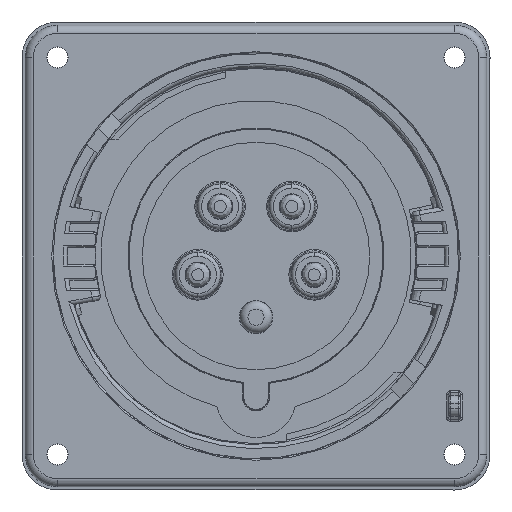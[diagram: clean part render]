
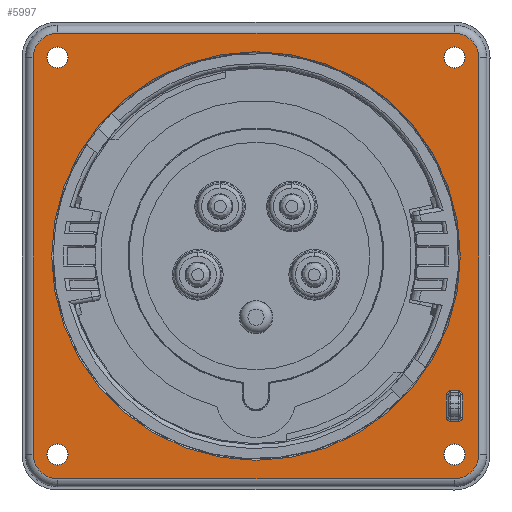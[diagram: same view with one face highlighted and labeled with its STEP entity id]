
A CAD part, front view. The second image highlights one B-rep face of the part: STEP entity #5997.
In plain terms, the highlighted planar face has unit normal (0, -1, 0).
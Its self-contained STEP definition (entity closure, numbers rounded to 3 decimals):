
#1951=PLANE('',#46568);
#5997=ADVANCED_FACE('',(#16573,#16574,#16575,#16576,#16577,#16578,#16579),
#1951,.T.);
#8411=ELLIPSE('',#46563,1.015,1.);
#8412=ELLIPSE('',#46564,1.015,1.);
#8413=ELLIPSE('',#46565,1.015,1.);
#8414=ELLIPSE('',#46566,1.015,1.);
#10095=LINE('',#82521,#12702);
#10097=LINE('',#82533,#12704);
#10099=LINE('',#82545,#12706);
#10101=LINE('',#82557,#12708);
#10469=LINE('',#84528,#13076);
#10470=LINE('',#84532,#13077);
#10471=LINE('',#84536,#13078);
#10472=LINE('',#84540,#13079);
#12702=VECTOR('',#53690,1.);
#12704=VECTOR('',#53704,1.);
#12706=VECTOR('',#53718,1.);
#12708=VECTOR('',#53732,1.);
#13076=VECTOR('',#55150,1.);
#13077=VECTOR('',#55153,1.);
#13078=VECTOR('',#55156,1.);
#13079=VECTOR('',#55159,1.);
#14652=CIRCLE('',#46024,6.);
#14656=CIRCLE('',#46030,6.);
#14660=CIRCLE('',#46036,6.);
#14663=CIRCLE('',#46041,6.);
#14863=CIRCLE('',#46559,2.642);
#14864=CIRCLE('',#46560,2.642);
#14865=CIRCLE('',#46561,2.642);
#14866=CIRCLE('',#46562,2.642);
#14867=CIRCLE('',#46567,50.65);
#16573=FACE_BOUND('',#18342,.T.);
#16574=FACE_BOUND('',#18343,.T.);
#16575=FACE_BOUND('',#18344,.T.);
#16576=FACE_BOUND('',#18345,.T.);
#16577=FACE_BOUND('',#18346,.T.);
#16578=FACE_BOUND('',#18347,.T.);
#16579=FACE_BOUND('',#18348,.T.);
#18342=EDGE_LOOP('',(#26442));
#18343=EDGE_LOOP('',(#26443));
#18344=EDGE_LOOP('',(#26444));
#18345=EDGE_LOOP('',(#26445));
#18346=EDGE_LOOP('',(#26446,#26447,#26448,#26449,#26450,#26451,#26452,#26453));
#18347=EDGE_LOOP('',(#26454,#26455,#26456,#26457,#26458,#26459,#26460,#26461));
#18348=EDGE_LOOP('',(#26462));
#26442=ORIENTED_EDGE('',*,*,#40202,.F.);
#26443=ORIENTED_EDGE('',*,*,#40203,.F.);
#26444=ORIENTED_EDGE('',*,*,#40204,.F.);
#26445=ORIENTED_EDGE('',*,*,#40205,.F.);
#26446=ORIENTED_EDGE('',*,*,#39529,.T.);
#26447=ORIENTED_EDGE('',*,*,#39549,.F.);
#26448=ORIENTED_EDGE('',*,*,#39547,.T.);
#26449=ORIENTED_EDGE('',*,*,#39544,.T.);
#26450=ORIENTED_EDGE('',*,*,#39541,.T.);
#26451=ORIENTED_EDGE('',*,*,#39538,.T.);
#26452=ORIENTED_EDGE('',*,*,#39535,.T.);
#26453=ORIENTED_EDGE('',*,*,#39532,.T.);
#26454=ORIENTED_EDGE('',*,*,#40206,.T.);
#26455=ORIENTED_EDGE('',*,*,#40207,.T.);
#26456=ORIENTED_EDGE('',*,*,#40208,.F.);
#26457=ORIENTED_EDGE('',*,*,#40209,.F.);
#26458=ORIENTED_EDGE('',*,*,#40210,.F.);
#26459=ORIENTED_EDGE('',*,*,#40211,.F.);
#26460=ORIENTED_EDGE('',*,*,#40212,.T.);
#26461=ORIENTED_EDGE('',*,*,#40213,.F.);
#26462=ORIENTED_EDGE('',*,*,#40214,.T.);
#34739=VERTEX_POINT('',#82520);
#34740=VERTEX_POINT('',#82522);
#34742=VERTEX_POINT('',#82528);
#34744=VERTEX_POINT('',#82534);
#34746=VERTEX_POINT('',#82540);
#34748=VERTEX_POINT('',#82546);
#34750=VERTEX_POINT('',#82552);
#34752=VERTEX_POINT('',#82558);
#35110=VERTEX_POINT('',#84518);
#35111=VERTEX_POINT('',#84520);
#35112=VERTEX_POINT('',#84522);
#35113=VERTEX_POINT('',#84524);
#35114=VERTEX_POINT('',#84526);
#35115=VERTEX_POINT('',#84527);
#35116=VERTEX_POINT('',#84529);
#35117=VERTEX_POINT('',#84531);
#35118=VERTEX_POINT('',#84533);
#35119=VERTEX_POINT('',#84535);
#35120=VERTEX_POINT('',#84537);
#35121=VERTEX_POINT('',#84539);
#35122=VERTEX_POINT('',#84542);
#39529=EDGE_CURVE('',#34740,#34739,#10095,.T.);
#39532=EDGE_CURVE('',#34742,#34740,#14652,.T.);
#39535=EDGE_CURVE('',#34744,#34742,#10097,.T.);
#39538=EDGE_CURVE('',#34746,#34744,#14656,.T.);
#39541=EDGE_CURVE('',#34748,#34746,#10099,.T.);
#39544=EDGE_CURVE('',#34750,#34748,#14660,.T.);
#39547=EDGE_CURVE('',#34752,#34750,#10101,.T.);
#39549=EDGE_CURVE('',#34752,#34739,#14663,.T.);
#40202=EDGE_CURVE('',#35110,#35110,#14863,.T.);
#40203=EDGE_CURVE('',#35111,#35111,#14864,.T.);
#40204=EDGE_CURVE('',#35112,#35112,#14865,.T.);
#40205=EDGE_CURVE('',#35113,#35113,#14866,.T.);
#40206=EDGE_CURVE('',#35114,#35115,#8411,.T.);
#40207=EDGE_CURVE('',#35115,#35116,#10469,.T.);
#40208=EDGE_CURVE('',#35117,#35116,#8412,.T.);
#40209=EDGE_CURVE('',#35118,#35117,#10470,.T.);
#40210=EDGE_CURVE('',#35119,#35118,#8413,.T.);
#40211=EDGE_CURVE('',#35120,#35119,#10471,.T.);
#40212=EDGE_CURVE('',#35120,#35121,#8414,.T.);
#40213=EDGE_CURVE('',#35114,#35121,#10472,.T.);
#40214=EDGE_CURVE('',#35122,#35122,#14867,.T.);
#46024=AXIS2_PLACEMENT_3D('',#82527,#53697,#53698);
#46030=AXIS2_PLACEMENT_3D('',#82539,#53711,#53712);
#46036=AXIS2_PLACEMENT_3D('',#82551,#53725,#53726);
#46041=AXIS2_PLACEMENT_3D('',#82561,#53737,#53738);
#46559=AXIS2_PLACEMENT_3D('',#84517,#55140,#55141);
#46560=AXIS2_PLACEMENT_3D('',#84519,#55142,#55143);
#46561=AXIS2_PLACEMENT_3D('',#84521,#55144,#55145);
#46562=AXIS2_PLACEMENT_3D('',#84523,#55146,#55147);
#46563=AXIS2_PLACEMENT_3D('',#84525,#55148,#55149);
#46564=AXIS2_PLACEMENT_3D('',#84530,#55151,#55152);
#46565=AXIS2_PLACEMENT_3D('',#84534,#55154,#55155);
#46566=AXIS2_PLACEMENT_3D('',#84538,#55157,#55158);
#46567=AXIS2_PLACEMENT_3D('',#84541,#55160,#55161);
#46568=AXIS2_PLACEMENT_3D('',#84543,#55162,#55163);
#53690=DIRECTION('',(-1.,0.,0.));
#53697=DIRECTION('',(0.,-1.,0.));
#53698=DIRECTION('',(0.,0.,1.));
#53704=DIRECTION('',(0.,0.,1.));
#53711=DIRECTION('',(0.,-1.,0.));
#53712=DIRECTION('',(0.,0.,1.));
#53718=DIRECTION('',(1.,0.,0.));
#53725=DIRECTION('',(0.,-1.,0.));
#53726=DIRECTION('',(0.,0.,1.));
#53732=DIRECTION('',(0.,0.,-1.));
#53737=DIRECTION('',(0.,1.,0.));
#53738=DIRECTION('',(0.,0.,1.));
#55140=DIRECTION('',(0.,-1.,0.));
#55141=DIRECTION('',(0.,0.,1.));
#55142=DIRECTION('',(0.,-1.,0.));
#55143=DIRECTION('',(0.,0.,1.));
#55144=DIRECTION('',(0.,-1.,0.));
#55145=DIRECTION('',(0.,0.,1.));
#55146=DIRECTION('',(0.,-1.,0.));
#55147=DIRECTION('',(0.,0.,1.));
#55148=DIRECTION('',(0.,1.,0.));
#55149=DIRECTION('',(-0.049,0.,0.999));
#55150=DIRECTION('',(-1.,0.,0.));
#55151=DIRECTION('',(0.,-1.,0.));
#55152=DIRECTION('',(-0.049,0.,-0.999));
#55153=DIRECTION('',(0.,0.,-1.));
#55154=DIRECTION('',(0.,-1.,0.));
#55155=DIRECTION('',(0.049,0.,-0.999));
#55156=DIRECTION('',(-1.,0.,0.));
#55157=DIRECTION('',(0.,1.,0.));
#55158=DIRECTION('',(-0.049,0.,-0.999));
#55159=DIRECTION('',(0.,0.,1.));
#55160=DIRECTION('',(0.,1.,0.));
#55161=DIRECTION('',(0.,0.,1.));
#55162=DIRECTION('',(0.,-1.,0.));
#55163=DIRECTION('',(0.,0.,1.));
#82520=CARTESIAN_POINT('',(-49.2,24.9,55.2));
#82521=CARTESIAN_POINT('',(55.2,24.9,55.2));
#82522=CARTESIAN_POINT('',(49.2,24.9,55.2));
#82527=CARTESIAN_POINT('',(49.2,24.9,49.2));
#82528=CARTESIAN_POINT('',(55.2,24.9,49.2));
#82533=CARTESIAN_POINT('',(55.2,24.9,-55.2));
#82534=CARTESIAN_POINT('',(55.2,24.9,-49.2));
#82539=CARTESIAN_POINT('',(49.2,24.9,-49.2));
#82540=CARTESIAN_POINT('',(49.2,24.9,-55.2));
#82545=CARTESIAN_POINT('',(55.2,24.9,-55.2));
#82546=CARTESIAN_POINT('',(-49.2,24.9,-55.2));
#82551=CARTESIAN_POINT('',(-49.2,24.9,-49.2));
#82552=CARTESIAN_POINT('',(-55.2,24.9,-49.2));
#82557=CARTESIAN_POINT('',(-55.2,24.9,-55.2));
#82558=CARTESIAN_POINT('',(-55.2,24.9,49.2));
#82561=CARTESIAN_POINT('',(-49.2,24.9,49.2));
#84517=CARTESIAN_POINT('',(49.2,24.9,49.2));
#84518=CARTESIAN_POINT('',(49.2,24.9,51.842));
#84519=CARTESIAN_POINT('',(49.2,24.9,-49.2));
#84520=CARTESIAN_POINT('',(49.2,24.9,-46.558));
#84521=CARTESIAN_POINT('',(-49.2,24.9,49.2));
#84522=CARTESIAN_POINT('',(-49.2,24.9,51.842));
#84523=CARTESIAN_POINT('',(-49.2,24.9,-49.2));
#84524=CARTESIAN_POINT('',(-49.2,24.9,-46.558));
#84525=CARTESIAN_POINT('',(50.19,24.9,-39.966));
#84526=CARTESIAN_POINT('',(51.19,24.9,-39.967));
#84527=CARTESIAN_POINT('',(50.191,24.9,-40.981));
#84528=CARTESIAN_POINT('',(50.191,24.9,-40.981));
#84529=CARTESIAN_POINT('',(48.209,24.9,-40.981));
#84530=CARTESIAN_POINT('',(48.21,24.9,-39.966));
#84531=CARTESIAN_POINT('',(47.21,24.9,-39.967));
#84532=CARTESIAN_POINT('',(47.21,24.9,-34.433));
#84533=CARTESIAN_POINT('',(47.21,24.9,-34.433));
#84534=CARTESIAN_POINT('',(48.21,24.9,-34.434));
#84535=CARTESIAN_POINT('',(48.209,24.9,-33.419));
#84536=CARTESIAN_POINT('',(50.191,24.9,-33.419));
#84537=CARTESIAN_POINT('',(50.191,24.9,-33.419));
#84538=CARTESIAN_POINT('',(50.19,24.9,-34.434));
#84539=CARTESIAN_POINT('',(51.19,24.9,-34.433));
#84540=CARTESIAN_POINT('',(51.19,24.9,-39.967));
#84541=CARTESIAN_POINT('',(0.,24.9,0.));
#84542=CARTESIAN_POINT('',(0.,24.9,50.65));
#84543=CARTESIAN_POINT('',(55.2,24.9,-55.2));
